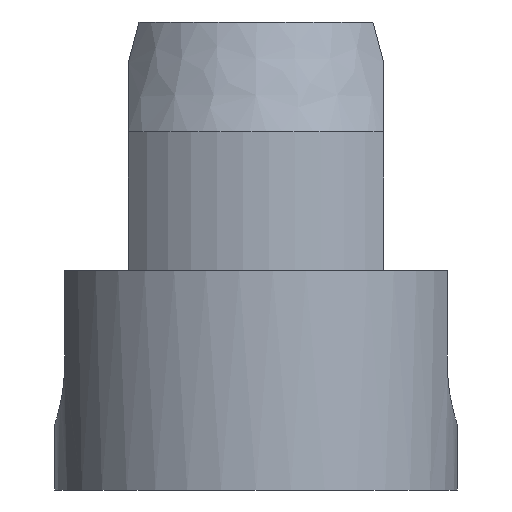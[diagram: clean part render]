
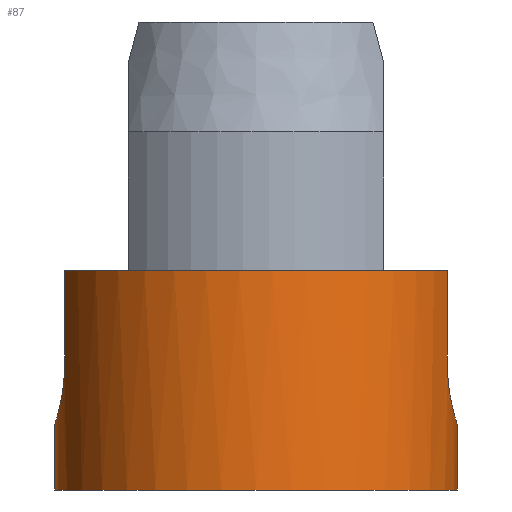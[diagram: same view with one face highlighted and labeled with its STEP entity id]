
A CAD part, left-side view. The second image highlights one B-rep face of the part: STEP entity #87.
In plain terms, the highlighted cylindrical face has radius 2.75 mm (diameter 5.5 mm), a full revolution.
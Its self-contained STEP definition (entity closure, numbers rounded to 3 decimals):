
#87 = ADVANCED_FACE( '', ( #172, #173 ), #174, .T. );
#172 = FACE_OUTER_BOUND( '', #290, .T. );
#173 = FACE_OUTER_BOUND( '', #291, .T. );
#174 = CYLINDRICAL_SURFACE( '', #292, 2.75 );
#290 = EDGE_LOOP( '', ( #521 ) );
#291 = EDGE_LOOP( '', ( #522, #523, #524, #525, #526, #527, #528, #529 ) );
#292 = AXIS2_PLACEMENT_3D( '', #530, #531, #532 );
#521 = ORIENTED_EDGE( '', *, *, #605, .F. );
#522 = ORIENTED_EDGE( '', *, *, #553, .F. );
#523 = ORIENTED_EDGE( '', *, *, #589, .T. );
#524 = ORIENTED_EDGE( '', *, *, #616, .F. );
#525 = ORIENTED_EDGE( '', *, *, #597, .F. );
#526 = ORIENTED_EDGE( '', *, *, #628, .F. );
#527 = ORIENTED_EDGE( '', *, *, #609, .T. );
#528 = ORIENTED_EDGE( '', *, *, #566, .F. );
#529 = ORIENTED_EDGE( '', *, *, #558, .F. );
#530 = CARTESIAN_POINT( '', ( 0., 0., -3. ) );
#531 = DIRECTION( '', ( 0., 0., -1. ) );
#532 = DIRECTION( '', ( 1., 0., 0. ) );
#553 = EDGE_CURVE( '', #640, #642, #643, .F. );
#558 = EDGE_CURVE( '', #642, #650, #651, .T. );
#566 = EDGE_CURVE( '', #650, #664, #665, .T. );
#589 = EDGE_CURVE( '', #640, #699, #701, .T. );
#597 = EDGE_CURVE( '', #710, #712, #713, .T. );
#605 = EDGE_CURVE( '', #725, #725, #726, .T. );
#609 = EDGE_CURVE( '', #730, #664, #731, .T. );
#616 = EDGE_CURVE( '', #712, #699, #740, .T. );
#628 = EDGE_CURVE( '', #730, #710, #755, .F. );
#640 = VERTEX_POINT( '', #771 );
#642 = VERTEX_POINT( '', #774 );
#643 = LINE( '', #775, #776 );
#650 = VERTEX_POINT( '', #786 );
#651 = B_SPLINE_CURVE_WITH_KNOTS( '', 3, ( #787, #788, #789, #790, #791, #792, #793, #794, #795, #796, #797, #798, #799, #800, #801, #802 ), .UNSPECIFIED., .F., .F., ( 4, 2, 2, 2, 2, 2, 2, 4 ), ( 0., 0., 0.001, 0.001, 0.001, 0.002, 0.002, 0.003 ), .UNSPECIFIED. );
#664 = VERTEX_POINT( '', #835 );
#665 = LINE( '', #836, #837 );
#699 = VERTEX_POINT( '', #925 );
#701 = CIRCLE( '', #928, 2.75 );
#710 = VERTEX_POINT( '', #955 );
#712 = VERTEX_POINT( '', #958 );
#713 = B_SPLINE_CURVE_WITH_KNOTS( '', 3, ( #959, #960, #961, #962, #963, #964, #965, #966, #967, #968, #969, #970, #971, #972, #973, #974 ), .UNSPECIFIED., .F., .F., ( 4, 2, 2, 2, 2, 2, 2, 4 ), ( 0., 0., 0.001, 0.001, 0.001, 0.002, 0.002, 0.003 ), .UNSPECIFIED. );
#725 = VERTEX_POINT( '', #989 );
#726 = CIRCLE( '', #990, 2.75 );
#730 = VERTEX_POINT( '', #995 );
#731 = CIRCLE( '', #996, 2.75 );
#740 = LINE( '', #1010, #1011 );
#755 = LINE( '', #1053, #1054 );
#771 = CARTESIAN_POINT( '', ( -0.85, -2.615, 0. ) );
#774 = CARTESIAN_POINT( '', ( -0.85, -2.615, -1.25 ) );
#775 = CARTESIAN_POINT( '', ( -0.85, -2.615, -3. ) );
#776 = VECTOR( '', #1068, 1000. );
#786 = CARTESIAN_POINT( '', ( 0.85, -2.615, -1.25 ) );
#787 = CARTESIAN_POINT( '', ( -0.85, -2.615, -1.25 ) );
#788 = CARTESIAN_POINT( '', ( -0.85, -2.615, -1.363 ) );
#789 = CARTESIAN_POINT( '', ( -0.828, -2.623, -1.474 ) );
#790 = CARTESIAN_POINT( '', ( -0.742, -2.648, -1.679 ) );
#791 = CARTESIAN_POINT( '', ( -0.679, -2.666, -1.773 ) );
#792 = CARTESIAN_POINT( '', ( -0.523, -2.701, -1.929 ) );
#793 = CARTESIAN_POINT( '', ( -0.429, -2.718, -1.992 ) );
#794 = CARTESIAN_POINT( '', ( -0.225, -2.743, -2.077 ) );
#795 = CARTESIAN_POINT( '', ( -0.112, -2.75, -2.1 ) );
#796 = CARTESIAN_POINT( '', ( 0.111, -2.75, -2.1 ) );
#797 = CARTESIAN_POINT( '', ( 0.222, -2.743, -2.078 ) );
#798 = CARTESIAN_POINT( '', ( 0.429, -2.718, -1.992 ) );
#799 = CARTESIAN_POINT( '', ( 0.522, -2.701, -1.93 ) );
#800 = CARTESIAN_POINT( '', ( 0.758, -2.648, -1.694 ) );
#801 = CARTESIAN_POINT( '', ( 0.85, -2.615, -1.476 ) );
#802 = CARTESIAN_POINT( '', ( 0.85, -2.615, -1.25 ) );
#835 = CARTESIAN_POINT( '', ( 0.85, -2.615, 0. ) );
#836 = CARTESIAN_POINT( '', ( 0.85, -2.615, -3. ) );
#837 = VECTOR( '', #1076, 1000. );
#925 = CARTESIAN_POINT( '', ( -0.85, 2.615, 0. ) );
#928 = AXIS2_PLACEMENT_3D( '', #1098, #1099, #1100 );
#955 = CARTESIAN_POINT( '', ( 0.85, 2.615, -1.25 ) );
#958 = CARTESIAN_POINT( '', ( -0.85, 2.615, -1.25 ) );
#959 = CARTESIAN_POINT( '', ( 0.85, 2.615, -1.25 ) );
#960 = CARTESIAN_POINT( '', ( 0.85, 2.615, -1.363 ) );
#961 = CARTESIAN_POINT( '', ( 0.828, 2.623, -1.474 ) );
#962 = CARTESIAN_POINT( '', ( 0.742, 2.648, -1.679 ) );
#963 = CARTESIAN_POINT( '', ( 0.679, 2.666, -1.773 ) );
#964 = CARTESIAN_POINT( '', ( 0.523, 2.701, -1.929 ) );
#965 = CARTESIAN_POINT( '', ( 0.429, 2.718, -1.992 ) );
#966 = CARTESIAN_POINT( '', ( 0.225, 2.743, -2.077 ) );
#967 = CARTESIAN_POINT( '', ( 0.112, 2.75, -2.1 ) );
#968 = CARTESIAN_POINT( '', ( -0.111, 2.75, -2.1 ) );
#969 = CARTESIAN_POINT( '', ( -0.222, 2.743, -2.078 ) );
#970 = CARTESIAN_POINT( '', ( -0.429, 2.718, -1.992 ) );
#971 = CARTESIAN_POINT( '', ( -0.522, 2.701, -1.93 ) );
#972 = CARTESIAN_POINT( '', ( -0.758, 2.648, -1.694 ) );
#973 = CARTESIAN_POINT( '', ( -0.85, 2.615, -1.476 ) );
#974 = CARTESIAN_POINT( '', ( -0.85, 2.615, -1.25 ) );
#989 = CARTESIAN_POINT( '', ( 2.75, 0., -3. ) );
#990 = AXIS2_PLACEMENT_3D( '', #1116, #1117, #1118 );
#995 = CARTESIAN_POINT( '', ( 0.85, 2.615, 0. ) );
#996 = AXIS2_PLACEMENT_3D( '', #1120, #1121, #1122 );
#1010 = CARTESIAN_POINT( '', ( -0.85, 2.615, -3. ) );
#1011 = VECTOR( '', #1127, 1000. );
#1053 = CARTESIAN_POINT( '', ( 0.85, 2.615, -3. ) );
#1054 = VECTOR( '', #1131, 1000. );
#1068 = DIRECTION( '', ( 0., 0., 1. ) );
#1076 = DIRECTION( '', ( 0., 0., 1. ) );
#1098 = CARTESIAN_POINT( '', ( 0., 0., 0. ) );
#1099 = DIRECTION( '', ( 0., 0., -1. ) );
#1100 = DIRECTION( '', ( 1., 0., 0. ) );
#1116 = CARTESIAN_POINT( '', ( 0., 0., -3. ) );
#1117 = DIRECTION( '', ( 0., 0., -1. ) );
#1118 = DIRECTION( '', ( 1., 0., 0. ) );
#1120 = CARTESIAN_POINT( '', ( 0., 0., 0. ) );
#1121 = DIRECTION( '', ( 0., 0., -1. ) );
#1122 = DIRECTION( '', ( 1., 0., 0. ) );
#1127 = DIRECTION( '', ( 0., 0., 1. ) );
#1131 = DIRECTION( '', ( 0., 0., 1. ) );
